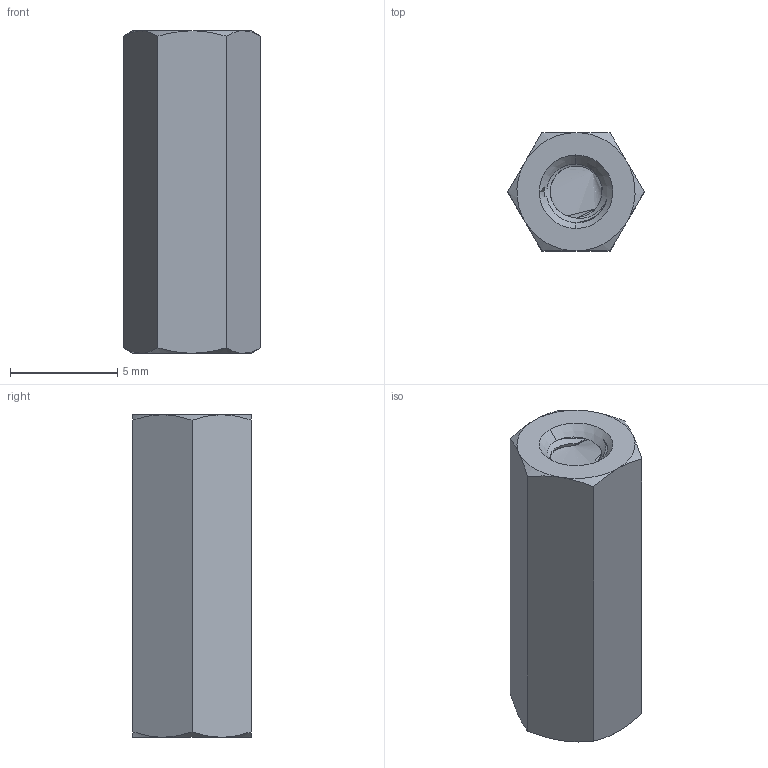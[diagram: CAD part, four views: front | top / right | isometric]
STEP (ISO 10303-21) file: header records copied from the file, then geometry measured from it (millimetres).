
FILE_DESCRIPTION (( 'STEP AP214' ), '1' );
FILE_NAME ('User Library-Hexagonal Threaded Standoffs; length 15mm; key 5,5mm; M3x15mm.STEP', '2015-10-20T02:59:28', ( 'Windows User' ), ( '' ), 'SwSTEP 2.0', 'SolidWorks 2015', '' );
FILE_SCHEMA (( 'AUTOMOTIVE_DESIGN' ));
Length unit declared in the file: millimetre
Products named in the file (1): User Library-Hexagonal Threaded Standoffs; length 15mm; key 5,5mm; M3x15mm
Bounding box: 6.35 x 5.5 x 15 mm (x, y, z)
Surface area: 826.2 mm2 (no closed solid volume)
Topology: 0 solids, 1 shells, 32 faces, 164 edges, 97 vertices
Faces by surface type: cone 18, plane 8, cylinder 4, bspline 2
Entity records: 8754 total; most frequent: CARTESIAN_POINT 7566, ORIENTED_EDGE 230, EDGE_CURVE 144, B_SPLINE_CURVE_WITH_KNOTS 134, VERTEX_POINT 94, DIRECTION 66, EDGE_LOOP 34, FACE_OUTER_BOUND 31
